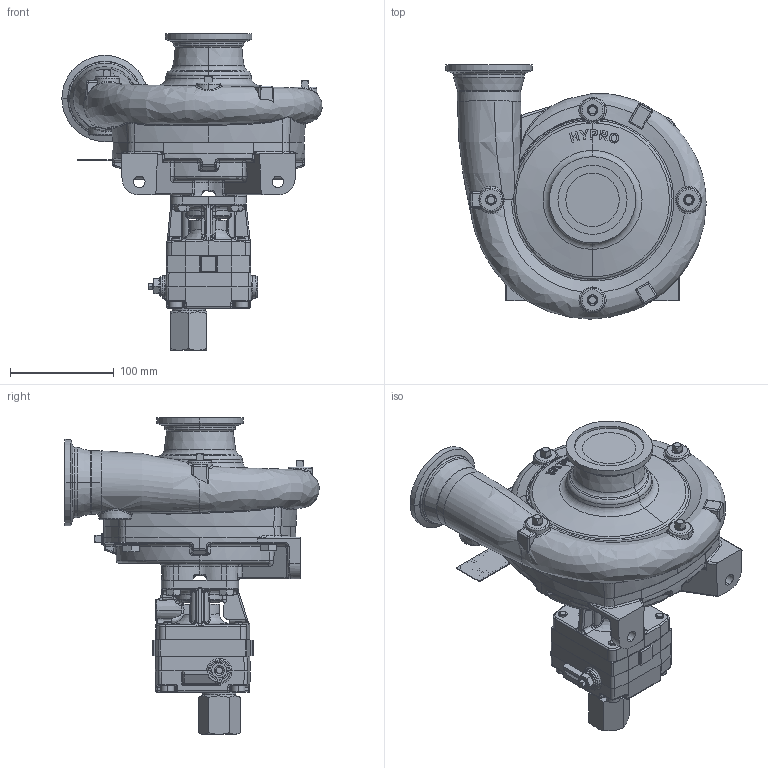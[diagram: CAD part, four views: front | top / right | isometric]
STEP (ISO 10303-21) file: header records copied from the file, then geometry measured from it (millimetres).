
FILE_DESCRIPTION (( 'STEP AP203' ), '1' );
FILE_NAME ('9314CU-M10.STEP', '2016-10-31T13:00:35', ( '' ), ( '' ), 'SwSTEP 2.0', 'SolidWorks 2015', '' );
FILE_SCHEMA (( 'CONFIG_CONTROL_DESIGN' ));
Products named in the file (1): 9314CU-M10
Bounding box: 250.6 x 244.86 x 305.26 mm (x, y, z)
Surface area: 263378.5 mm2 (no closed solid volume)
Topology: 0 solids, 70 shells, 1653 faces, 6064 edges, 4382 vertices
Faces by surface type: plane 499, bspline 468, cylinder 320, cone 229, torus 87, sphere 50
Entity records: 98689 total; most frequent: CARTESIAN_POINT 53590, ORIENTED_EDGE 9452, DIRECTION 7576, EDGE_CURVE 6047, VERTEX_POINT 4382, AXIS2_PLACEMENT_3D 2544, LINE 2488, VECTOR 2488
